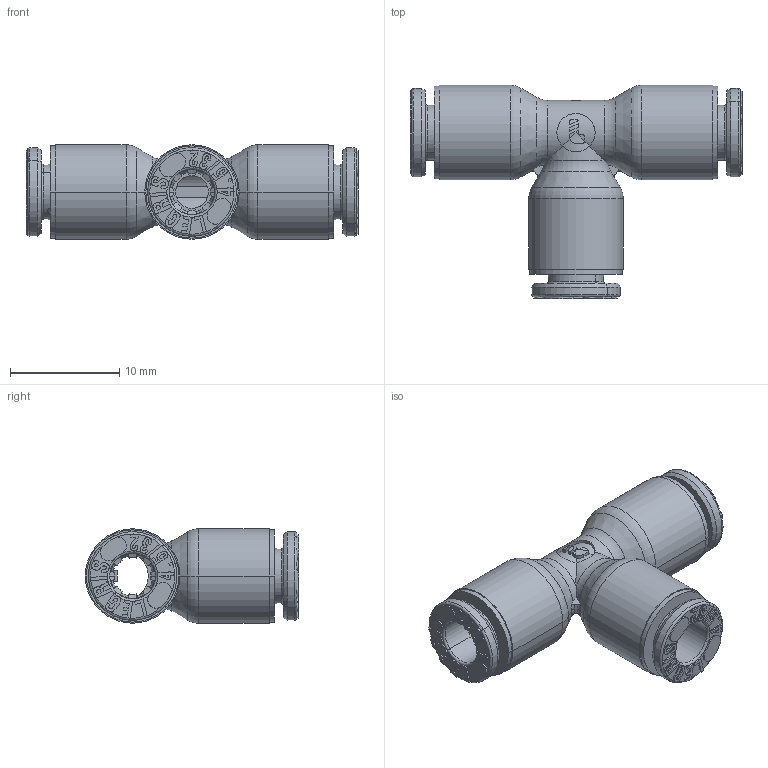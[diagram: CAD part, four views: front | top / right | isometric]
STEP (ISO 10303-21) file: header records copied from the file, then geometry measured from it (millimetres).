
FILE_DESCRIPTION(('STEP AP214'),'1');
FILE_NAME('6804_04_00.stp','2016-07-07T14:40:33',('TraceParts'),('TraceParts S.A.'),'Spatial InterOp 3D',' ',' ');
FILE_SCHEMA(('automotive_design'));
Length unit declared in the file: millimetre
Products named in the file (18): V804-04-00_ASM|Next assembly relationship#44104-64_ASM|Next assembly relationship#44104-26;44104-26; V804-04-00_ASM|Next assembly relationship#44104-64_ASM|Next assembly relationship#44104;44104; V804-04-00_ASM|Next assembly relationship#44104-64_ASM|Next assembly relationship#44104-27;44104-27; V804-04-00_ASM|Next assembly relationship#44104-64_ASM|Next assembly relationship#44124-20;44124-20; V804-04-00_ASM|Next assembly relationship#44524-04;44524-04; V804-04-00_ASM|Next assembly relationship#44104-11-10_ASS;44104-11-10_ASS
Bounding box: 30.38 x 19.52 x 8.65 mm (x, y, z)
Volume: 1362.7 mm3; surface area: 3938.4 mm2
Topology: 16 solids, 18 shells, 1973 faces, 5079 edges, 3173 vertices
Faces by surface type: plane 591, cylinder 368, torus 300, extrusion 297, cone 203, bspline 202, sphere 12
Entity records: 70235 total; most frequent: CARTESIAN_POINT 24215, ORIENTED_EDGE 10126, DIRECTION 8507, EDGE_CURVE 5067, VERTEX_POINT 3173, AXIS2_PLACEMENT_3D 3044, VECTOR 2419, LINE 2122
